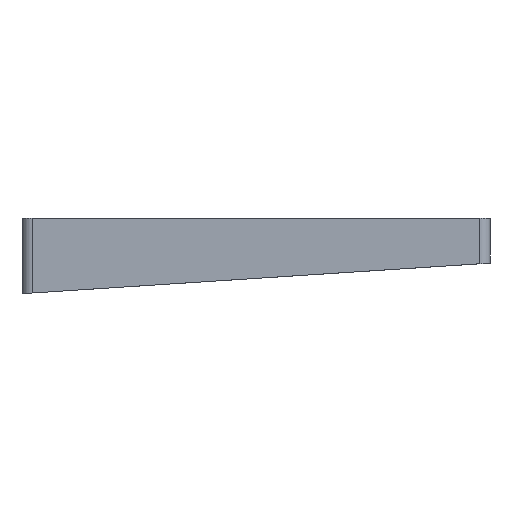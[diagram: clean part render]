
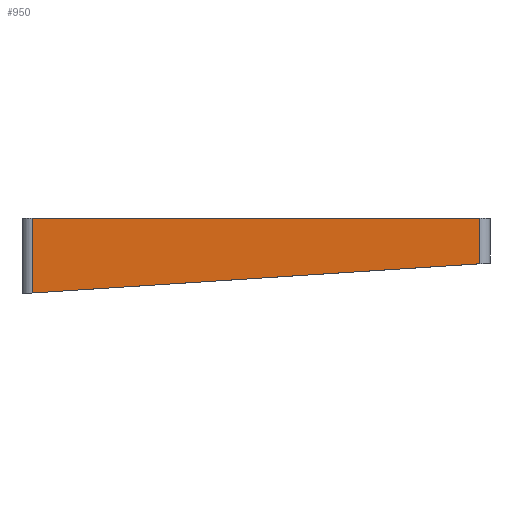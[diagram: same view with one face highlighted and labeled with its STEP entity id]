
A CAD part, left-side view. The second image highlights one B-rep face of the part: STEP entity #950.
In plain terms, the highlighted planar face has unit normal (-1, 0, 0).
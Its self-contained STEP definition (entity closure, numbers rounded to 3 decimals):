
#90=FACE_OUTER_BOUND('',#157,.T.);
#157=EDGE_LOOP('',(#749,#750,#751,#752));
#261=LINE('',#1492,#356);
#269=LINE('',#1515,#364);
#270=LINE('',#1518,#365);
#271=LINE('',#1519,#366);
#356=VECTOR('',#1212,10.);
#364=VECTOR('',#1234,10.);
#365=VECTOR('',#1237,10.);
#366=VECTOR('',#1238,10.);
#451=VERTEX_POINT('',#1489);
#452=VERTEX_POINT('',#1491);
#459=VERTEX_POINT('',#1511);
#461=VERTEX_POINT('',#1517);
#554=EDGE_CURVE('',#452,#451,#261,.T.);
#566=EDGE_CURVE('',#452,#459,#269,.T.);
#567=EDGE_CURVE('',#461,#451,#270,.T.);
#568=EDGE_CURVE('',#459,#461,#271,.T.);
#749=ORIENTED_EDGE('',*,*,#566,.F.);
#750=ORIENTED_EDGE('',*,*,#554,.T.);
#751=ORIENTED_EDGE('',*,*,#567,.F.);
#752=ORIENTED_EDGE('',*,*,#568,.F.);
#901=PLANE('',#1044);
#950=ADVANCED_FACE('',(#90),#901,.T.);
#1044=AXIS2_PLACEMENT_3D('',#1516,#1235,#1236);
#1212=DIRECTION('',(0.,-0.998,0.065));
#1234=DIRECTION('',(0.,0.,1.));
#1235=DIRECTION('center_axis',(-1.,0.,0.));
#1236=DIRECTION('ref_axis',(0.,-1.,0.));
#1237=DIRECTION('',(0.,0.,-1.));
#1238=DIRECTION('',(0.,-1.,0.));
#1489=CARTESIAN_POINT('',(-9.5,-4.5,-0.326));
#1491=CARTESIAN_POINT('',(-9.5,215.5,-14.674));
#1492=CARTESIAN_POINT('',(-9.5,220.5,-15.));
#1511=CARTESIAN_POINT('',(-9.5,215.5,22.));
#1515=CARTESIAN_POINT('',(-9.5,215.5,0.));
#1516=CARTESIAN_POINT('Origin',(-9.5,220.5,0.));
#1517=CARTESIAN_POINT('',(-9.5,-4.5,22.));
#1518=CARTESIAN_POINT('',(-9.5,-4.5,0.));
#1519=CARTESIAN_POINT('',(-9.5,-9.5,22.));
